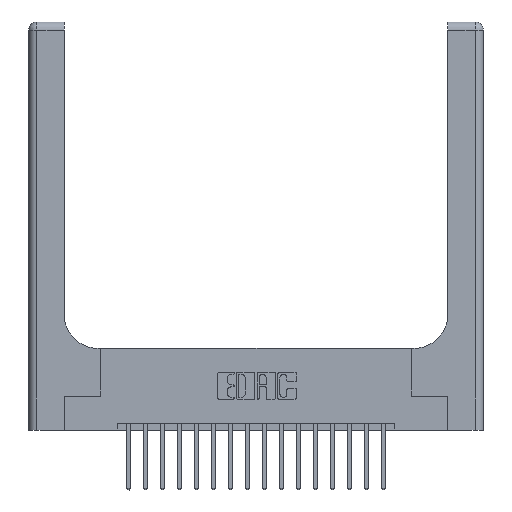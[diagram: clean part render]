
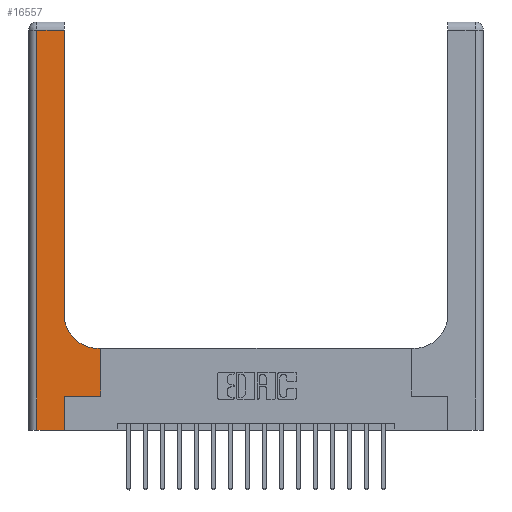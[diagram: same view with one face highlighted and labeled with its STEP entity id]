
A CAD part, top view. The second image highlights one B-rep face of the part: STEP entity #16557.
In plain terms, the highlighted planar face has unit normal (0, 0, 1).
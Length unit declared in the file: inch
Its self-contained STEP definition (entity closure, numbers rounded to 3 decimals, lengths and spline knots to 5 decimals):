
#29 = CARTESIAN_POINT ( 'NONE',  ( 0.265, 0., 0.37 ) ) ;
#84 = EDGE_CURVE ( 'NONE', #6605, #16287, #246, .T. ) ;
#109 = CARTESIAN_POINT ( 'NONE',  ( 0.26, 2.94, 0.37 ) ) ;
#246 = LINE ( 'NONE', #17476, #6666 ) ;
#509 = LINE ( 'NONE', #14659, #18529 ) ;
#552 = ORIENTED_EDGE ( 'NONE', *, *, #17626, .T. ) ;
#626 = LINE ( 'NONE', #15825, #15865 ) ;
#717 = ORIENTED_EDGE ( 'NONE', *, *, #15297, .T. ) ;
#924 = AXIS2_PLACEMENT_3D ( 'NONE', #6385, #9401, #12217 ) ;
#1108 = DIRECTION ( 'NONE',  ( 0., 1., 0. ) ) ;
#1118 = LINE ( 'NONE', #7285, #2278 ) ;
#1734 = EDGE_CURVE ( 'NONE', #15586, #9779, #1118, .T. ) ;
#1796 = CARTESIAN_POINT ( 'NONE',  ( 0.265, 0., 0.37 ) ) ;
#1977 = CARTESIAN_POINT ( 'NONE',  ( 0., 0., 0.37 ) ) ;
#2278 = VECTOR ( 'NONE', #14955, 39.37008 ) ;
#2552 = VECTOR ( 'NONE', #9278, 39.37008 ) ;
#3207 = ORIENTED_EDGE ( 'NONE', *, *, #1734, .T. ) ;
#4219 = VERTEX_POINT ( 'NONE', #17152 ) ;
#4370 = FACE_OUTER_BOUND ( 'NONE', #6206, .T. ) ;
#4408 = EDGE_CURVE ( 'NONE', #16287, #4219, #11949, .T. ) ;
#4802 = LINE ( 'NONE', #1796, #9917 ) ;
#5215 = CARTESIAN_POINT ( 'NONE',  ( 0.265, 0.25, 0.37 ) ) ;
#5330 = DIRECTION ( 'NONE',  ( 0., -1., 0. ) ) ;
#6206 = EDGE_LOOP ( 'NONE', ( #9784, #16480, #14971, #17853, #13556, #3207, #717, #14501, #552 ) ) ;
#6362 = PLANE ( 'NONE',  #16632 ) ;
#6385 = CARTESIAN_POINT ( 'NONE',  ( 0.51, 0.85, 0.37 ) ) ;
#6458 = VERTEX_POINT ( 'NONE', #29 ) ;
#6605 = VERTEX_POINT ( 'NONE', #109 ) ;
#6666 = VECTOR ( 'NONE', #15007, 39.37008 ) ;
#7285 = CARTESIAN_POINT ( 'NONE',  ( 0.265, 0.25, 0.37 ) ) ;
#7395 = LINE ( 'NONE', #1977, #2552 ) ;
#8224 = CARTESIAN_POINT ( 'NONE',  ( 0.26, 0.6, 0.37 ) ) ;
#9278 = DIRECTION ( 'NONE',  ( 1., 0., 0. ) ) ;
#9401 = DIRECTION ( 'NONE',  ( 0., 0., -1. ) ) ;
#9779 = VERTEX_POINT ( 'NONE', #12094 ) ;
#9784 = ORIENTED_EDGE ( 'NONE', *, *, #18500, .T. ) ;
#9917 = VECTOR ( 'NONE', #16717, 39.37008 ) ;
#10576 = CARTESIAN_POINT ( 'NONE',  ( 0.06, 2.94, 0.37 ) ) ;
#10839 = VERTEX_POINT ( 'NONE', #17184 ) ;
#10927 = DIRECTION ( 'NONE',  ( -1., 0., 0. ) ) ;
#11099 = VECTOR ( 'NONE', #10927, 39.37008 ) ;
#11574 = DIRECTION ( 'NONE',  ( 0., 1., 0. ) ) ;
#11949 = LINE ( 'NONE', #17671, #15386 ) ;
#12094 = CARTESIAN_POINT ( 'NONE',  ( 0.528, 0.25, 0.37 ) ) ;
#12217 = DIRECTION ( 'NONE',  ( 1., 0., 0. ) ) ;
#13352 = VERTEX_POINT ( 'NONE', #15759 ) ;
#13556 = ORIENTED_EDGE ( 'NONE', *, *, #16957, .T. ) ;
#13938 = VERTEX_POINT ( 'NONE', #16709 ) ;
#14501 = ORIENTED_EDGE ( 'NONE', *, *, #17149, .T. ) ;
#14659 = CARTESIAN_POINT ( 'NONE',  ( 0.528, 0.25, 0.37 ) ) ;
#14955 = DIRECTION ( 'NONE',  ( 1., 0., 0. ) ) ;
#14971 = ORIENTED_EDGE ( 'NONE', *, *, #4408, .T. ) ;
#15007 = DIRECTION ( 'NONE',  ( -1., 0., 0. ) ) ;
#15297 = EDGE_CURVE ( 'NONE', #9779, #13938, #509, .T. ) ;
#15386 = VECTOR ( 'NONE', #5330, 39.37008 ) ;
#15586 = VERTEX_POINT ( 'NONE', #5215 ) ;
#15759 = CARTESIAN_POINT ( 'NONE',  ( 0.26, 0.85, 0.37 ) ) ;
#15825 = CARTESIAN_POINT ( 'NONE',  ( 0.26, 3., 0.37 ) ) ;
#15865 = VECTOR ( 'NONE', #1108, 39.37008 ) ;
#15906 = CIRCLE ( 'NONE', #924, 0.25 ) ;
#15926 = LINE ( 'NONE', #8224, #11099 ) ;
#15927 = EDGE_CURVE ( 'NONE', #4219, #6458, #7395, .T. ) ;
#16287 = VERTEX_POINT ( 'NONE', #10576 ) ;
#16480 = ORIENTED_EDGE ( 'NONE', *, *, #84, .T. ) ;
#16557 = ADVANCED_FACE ( 'NONE', ( #4370 ), #6362, .F. ) ;
#16632 = AXIS2_PLACEMENT_3D ( 'NONE', #18478, #17045, #18530 ) ;
#16709 = CARTESIAN_POINT ( 'NONE',  ( 0.528, 0.6, 0.37 ) ) ;
#16717 = DIRECTION ( 'NONE',  ( 0., 1., 0. ) ) ;
#16957 = EDGE_CURVE ( 'NONE', #6458, #15586, #4802, .T. ) ;
#17045 = DIRECTION ( 'NONE',  ( 0., 0., -1. ) ) ;
#17149 = EDGE_CURVE ( 'NONE', #13938, #10839, #15926, .T. ) ;
#17152 = CARTESIAN_POINT ( 'NONE',  ( 0.06, 0., 0.37 ) ) ;
#17184 = CARTESIAN_POINT ( 'NONE',  ( 0.51, 0.6, 0.37 ) ) ;
#17476 = CARTESIAN_POINT ( 'NONE',  ( 0., 2.94, 0.37 ) ) ;
#17626 = EDGE_CURVE ( 'NONE', #10839, #13352, #15906, .T. ) ;
#17671 = CARTESIAN_POINT ( 'NONE',  ( 0.06, 3., 0.37 ) ) ;
#17853 = ORIENTED_EDGE ( 'NONE', *, *, #15927, .T. ) ;
#18478 = CARTESIAN_POINT ( 'NONE',  ( 0., 3., 0.37 ) ) ;
#18500 = EDGE_CURVE ( 'NONE', #13352, #6605, #626, .T. ) ;
#18529 = VECTOR ( 'NONE', #11574, 39.37008 ) ;
#18530 = DIRECTION ( 'NONE',  ( -1., 0., 0. ) ) ;
